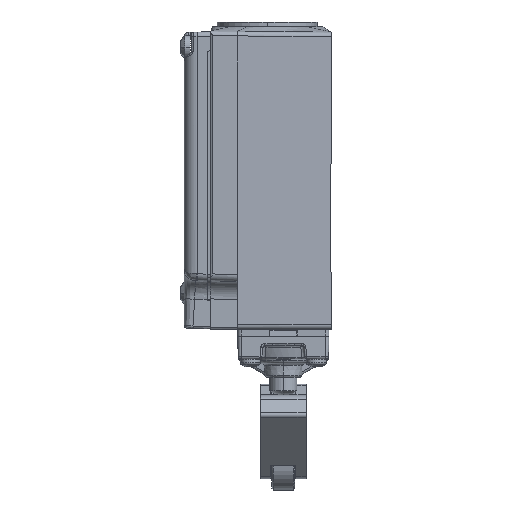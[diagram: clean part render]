
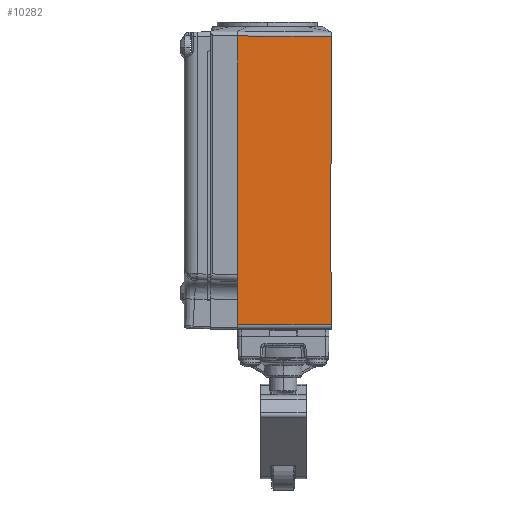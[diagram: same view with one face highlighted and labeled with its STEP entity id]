
A CAD part, left-side view. The second image highlights one B-rep face of the part: STEP entity #10282.
In plain terms, the highlighted planar face has unit normal (-1, -0.006, 0).
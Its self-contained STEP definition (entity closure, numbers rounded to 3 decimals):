
#372=DIRECTION('',(0.,0.,1.));
#373=VECTOR('',#372,11.5);
#374=CARTESIAN_POINT('',(-15.375,-26.5,-5.5));
#375=LINE('',#374,#373);
#495=DIRECTION('',(0.,0.,1.));
#496=VECTOR('',#495,27.769);
#497=CARTESIAN_POINT('',(-15.375,-26.5,30.));
#498=LINE('',#497,#496);
#620=DIRECTION('',(0.,0.,-1.));
#621=VECTOR('',#620,11.);
#622=CARTESIAN_POINT('',(-15.5,-6.,5.5));
#623=LINE('',#622,#621);
#3925=CARTESIAN_POINT('',(-15.376,-26.3,29.128));
#3926=CARTESIAN_POINT('',(-15.376,-26.3,29.281));
#3927=CARTESIAN_POINT('',(-15.376,-26.335,
29.579));
#3928=CARTESIAN_POINT('',(-15.375,-26.433,
29.862));
#3929=CARTESIAN_POINT('',(-15.375,-26.5,30.));
#3973=CARTESIAN_POINT('',(-15.375,-26.5,6.));
#3974=CARTESIAN_POINT('',(-15.375,-26.433,
6.138));
#3975=CARTESIAN_POINT('',(-15.376,-26.335,
6.421));
#3976=CARTESIAN_POINT('',(-15.376,-26.3,6.719));
#3977=CARTESIAN_POINT('',(-15.376,-26.3,6.872));
#4316=DIRECTION('',(0.,0.,1.));
#4317=VECTOR('',#4316,52.448);
#4318=CARTESIAN_POINT('',(-15.5,-6.,5.5));
#4319=LINE('',#4318,#4317);
#4324=DIRECTION('',(0.,0.,1.));
#4325=VECTOR('',#4324,22.256);
#4326=CARTESIAN_POINT('',(-15.376,-26.3,6.872));
#4327=LINE('',#4326,#4325);
#4328=DIRECTION('',(0.006,-1.,0.));
#4329=VECTOR('',#4328,20.5);
#4330=CARTESIAN_POINT('',(-15.5,-6.,-5.5));
#4331=LINE('',#4330,#4329);
#4332=DIRECTION('',(0.006,-1.,-0.009));
#4333=VECTOR('',#4332,20.501);
#4334=CARTESIAN_POINT('',(-15.5,-6.,57.948));
#4335=LINE('',#4334,#4333);
#4438=CARTESIAN_POINT('',(-15.5,-6.,-5.5));
#4506=CARTESIAN_POINT('',(-15.5,-6.,5.5));
#4913=VERTEX_POINT('',#4506);
#5806=CARTESIAN_POINT('',(-15.375,-26.5,30.));
#5807=VERTEX_POINT('',#5806);
#5809=CARTESIAN_POINT('',(-15.376,-26.3,29.128));
#5811=VERTEX_POINT('',#5809);
#5812=CARTESIAN_POINT('',(-15.375,-26.5,57.769));
#5813=VERTEX_POINT('',#5812);
#5816=CARTESIAN_POINT('',(-15.375,-26.5,-5.5));
#5817=CARTESIAN_POINT('',(-15.375,-26.5,6.));
#5818=VERTEX_POINT('',#5816);
#5819=VERTEX_POINT('',#5817);
#5825=VERTEX_POINT('',#3977);
#5869=CARTESIAN_POINT('',(-15.5,-6.,57.948));
#5870=VERTEX_POINT('',#5869);
#5875=VERTEX_POINT('',#4438);
#10264=CARTESIAN_POINT('',(-15.5,-6.,-6.5));
#10265=DIRECTION('',(-1.,-0.006,0.));
#10266=DIRECTION('',(0.,0.,1.));
#10267=AXIS2_PLACEMENT_3D('',#10264,#10265,#10266);
#10268=PLANE('',#10267);
#10269=ORIENTED_EDGE('',*,*,#6470,.F.);
#10270=ORIENTED_EDGE('',*,*,#9683,.F.);
#10271=ORIENTED_EDGE('',*,*,#6109,.F.);
#10273=ORIENTED_EDGE('',*,*,#10272,.F.);
#10274=ORIENTED_EDGE('',*,*,#6306,.F.);
#10275=ORIENTED_EDGE('',*,*,#10257,.T.);
#10277=ORIENTED_EDGE('',*,*,#10276,.T.);
#10278=ORIENTED_EDGE('',*,*,#6199,.F.);
#10279=ORIENTED_EDGE('',*,*,#9579,.F.);
#10280=EDGE_LOOP('',(#10269,#10270,#10271,#10273,#10274,#10275,#10277,#10278,
#10279));
#10281=FACE_OUTER_BOUND('',#10280,.F.);
#3930=B_SPLINE_CURVE_WITH_KNOTS('',3,(#3925,#3926,#3927,#3928,#3929),
.UNSPECIFIED.,.F.,.F.,(4,1,4),(0.,0.5,1.),.UNSPECIFIED.);
#3978=B_SPLINE_CURVE_WITH_KNOTS('',3,(#3973,#3974,#3975,#3976,#3977),
.UNSPECIFIED.,.F.,.F.,(4,1,4),(0.,0.5,1.),.UNSPECIFIED.);
#6109=EDGE_CURVE('',#5818,#5819,#375,.T.);
#6199=EDGE_CURVE('',#5807,#5813,#498,.T.);
#6306=EDGE_CURVE('',#4913,#5875,#623,.T.);
#6470=EDGE_CURVE('',#5825,#5811,#4327,.T.);
#9579=EDGE_CURVE('',#5811,#5807,#3930,.T.);
#9683=EDGE_CURVE('',#5819,#5825,#3978,.T.);
#10257=EDGE_CURVE('',#4913,#5870,#4319,.T.);
#10272=EDGE_CURVE('',#5875,#5818,#4331,.T.);
#10276=EDGE_CURVE('',#5870,#5813,#4335,.T.);
#10282=ADVANCED_FACE('',(#10281),#10268,.T.);
